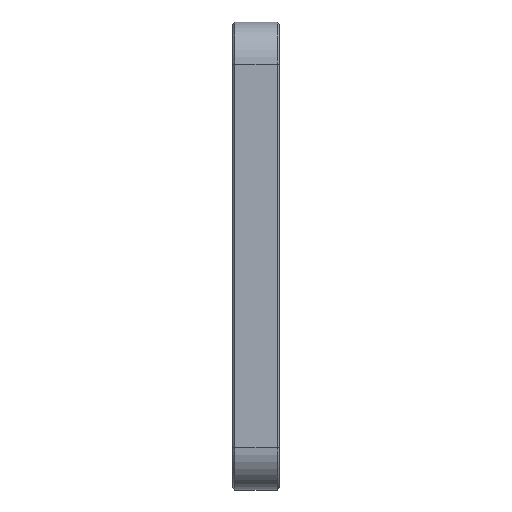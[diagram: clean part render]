
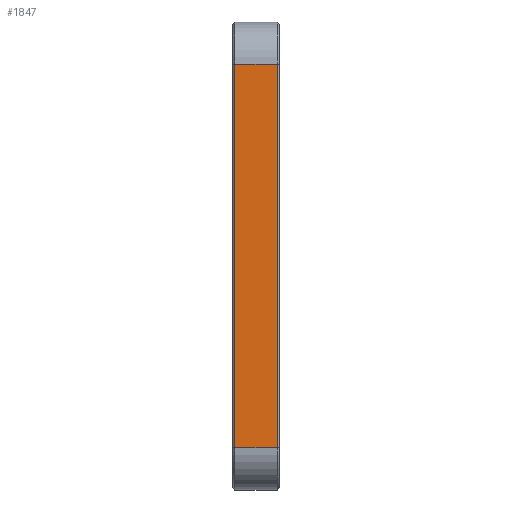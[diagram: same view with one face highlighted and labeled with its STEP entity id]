
A CAD part, left-side view. The second image highlights one B-rep face of the part: STEP entity #1847.
In plain terms, the highlighted planar face has unit normal (-1, 0, 0).
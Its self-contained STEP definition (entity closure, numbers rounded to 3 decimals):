
#63 = EDGE_LOOP ( 'NONE', ( #1337, #2269, #585, #1131 ) ) ;
#159 = CARTESIAN_POINT ( 'NONE',  ( -65., -117., 6. ) ) ;
#228 = DIRECTION ( 'NONE',  ( 0., 1., 0. ) ) ;
#276 = CARTESIAN_POINT ( 'NONE',  ( -65., -117., 6. ) ) ;
#285 = CARTESIAN_POINT ( 'NONE',  ( -65., -126., 6. ) ) ;
#337 = VECTOR ( 'NONE', #1667, 1000. ) ;
#551 = VERTEX_POINT ( 'NONE', #1976 ) ;
#585 = ORIENTED_EDGE ( 'NONE', *, *, #1604, .T. ) ;
#654 = AXIS2_PLACEMENT_3D ( 'NONE', #1506, #2219, #1871 ) ;
#662 = EDGE_CURVE ( 'NONE', #990, #1163, #1313, .T. ) ;
#797 = FACE_OUTER_BOUND ( 'NONE', #63, .T. ) ;
#979 = VECTOR ( 'NONE', #1232, 1000. ) ;
#984 = DIRECTION ( 'NONE',  ( 0., 1., 0. ) ) ;
#990 = VERTEX_POINT ( 'NONE', #1789 ) ;
#1118 = EDGE_CURVE ( 'NONE', #2038, #551, #2135, .T. ) ;
#1131 = ORIENTED_EDGE ( 'NONE', *, *, #1118, .T. ) ;
#1154 = PLANE ( 'NONE',  #654 ) ;
#1163 = VERTEX_POINT ( 'NONE', #1981 ) ;
#1232 = DIRECTION ( 'NONE',  ( 0., 0., -1. ) ) ;
#1267 = CARTESIAN_POINT ( 'NONE',  ( -65., -124.5, 6. ) ) ;
#1313 = LINE ( 'NONE', #285, #337 ) ;
#1337 = ORIENTED_EDGE ( 'NONE', *, *, #1703, .F. ) ;
#1437 = LINE ( 'NONE', #1267, #2046 ) ;
#1449 = LINE ( 'NONE', #2168, #1856 ) ;
#1506 = CARTESIAN_POINT ( 'NONE',  ( -65., -124.5, 6. ) ) ;
#1604 = EDGE_CURVE ( 'NONE', #1163, #2038, #1437, .T. ) ;
#1667 = DIRECTION ( 'NONE',  ( 0., 0., 1. ) ) ;
#1703 = EDGE_CURVE ( 'NONE', #990, #551, #1449, .T. ) ;
#1789 = CARTESIAN_POINT ( 'NONE',  ( -65., -126., -76. ) ) ;
#1847 = ADVANCED_FACE ( 'NONE', ( #797 ), #1154, .F. ) ;
#1856 = VECTOR ( 'NONE', #984, 1000. ) ;
#1871 = DIRECTION ( 'NONE',  ( 0., 1., 0. ) ) ;
#1976 = CARTESIAN_POINT ( 'NONE',  ( -65., -117., -76. ) ) ;
#1981 = CARTESIAN_POINT ( 'NONE',  ( -65., -126., 6. ) ) ;
#2038 = VERTEX_POINT ( 'NONE', #276 ) ;
#2046 = VECTOR ( 'NONE', #228, 1000. ) ;
#2135 = LINE ( 'NONE', #159, #979 ) ;
#2168 = CARTESIAN_POINT ( 'NONE',  ( -65., -124.5, -76. ) ) ;
#2219 = DIRECTION ( 'NONE',  ( 1., 0., 0. ) ) ;
#2269 = ORIENTED_EDGE ( 'NONE', *, *, #662, .T. ) ;
